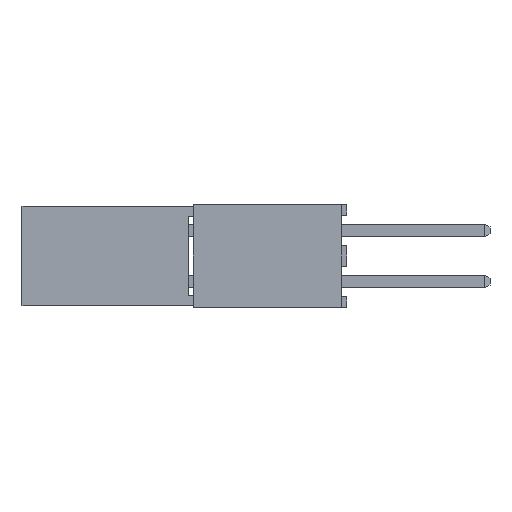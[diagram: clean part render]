
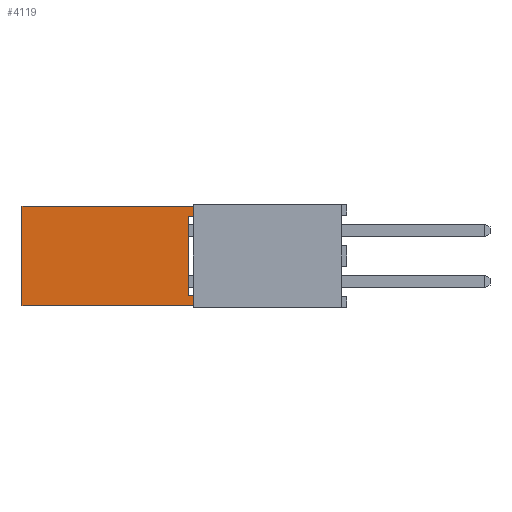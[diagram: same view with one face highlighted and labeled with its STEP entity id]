
A CAD part, left-side view. The second image highlights one B-rep face of the part: STEP entity #4119.
In plain terms, the highlighted planar face has unit normal (-1, 0, 0).
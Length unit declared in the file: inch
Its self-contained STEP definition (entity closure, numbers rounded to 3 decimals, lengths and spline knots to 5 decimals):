
#4119 = ADVANCED_FACE( '', ( #8850 ), #8851, .F. );
#8850 = FACE_OUTER_BOUND( '', #14130, .T. );
#8851 = PLANE( '', #14131 );
#14130 = EDGE_LOOP( '', ( #26734, #26735, #26736, #26737, #26738, #26739, #26740, #26741 ) );
#14131 = AXIS2_PLACEMENT_3D( '', #26742, #26743, #26744 );
#26734 = ORIENTED_EDGE( '', *, *, #36296, .T. );
#26735 = ORIENTED_EDGE( '', *, *, #36737, .T. );
#26736 = ORIENTED_EDGE( '', *, *, #36738, .F. );
#26737 = ORIENTED_EDGE( '', *, *, #36739, .F. );
#26738 = ORIENTED_EDGE( '', *, *, #36740, .T. );
#26739 = ORIENTED_EDGE( '', *, *, #35112, .T. );
#26740 = ORIENTED_EDGE( '', *, *, #33379, .T. );
#26741 = ORIENTED_EDGE( '', *, *, #36560, .T. );
#26742 = CARTESIAN_POINT( '', ( 0., 0.335, -0.0975 ) );
#26743 = DIRECTION( '', ( 1., 0., 0. ) );
#26744 = DIRECTION( '', ( 0., 0., -1. ) );
#33379 = EDGE_CURVE( '', #40973, #40977, #40979, .T. );
#35112 = EDGE_CURVE( '', #43618, #40973, #43619, .T. );
#36296 = EDGE_CURVE( '', #45198, #45200, #45202, .T. );
#36560 = EDGE_CURVE( '', #40977, #45198, #45546, .T. );
#36737 = EDGE_CURVE( '', #45200, #45748, #45749, .T. );
#36738 = EDGE_CURVE( '', #45750, #45748, #45751, .T. );
#36739 = EDGE_CURVE( '', #45752, #45750, #45753, .T. );
#36740 = EDGE_CURVE( '', #45752, #43618, #45754, .T. );
#40973 = VERTEX_POINT( '', #51613 );
#40977 = VERTEX_POINT( '', #51619 );
#40979 = LINE( '', #51622, #51623 );
#43618 = VERTEX_POINT( '', #55574 );
#43619 = LINE( '', #55575, #55576 );
#45198 = VERTEX_POINT( '', #57982 );
#45200 = VERTEX_POINT( '', #57985 );
#45202 = LINE( '', #57988, #57989 );
#45546 = LINE( '', #58520, #58521 );
#45748 = VERTEX_POINT( '', #58820 );
#45749 = LINE( '', #58821, #58822 );
#45750 = VERTEX_POINT( '', #58823 );
#45751 = LINE( '', #58824, #58825 );
#45752 = VERTEX_POINT( '', #58826 );
#45753 = LINE( '', #58827, #58828 );
#45754 = LINE( '', #58829, #58830 );
#51613 = CARTESIAN_POINT( '', ( 0., 0., -0.0775 ) );
#51619 = CARTESIAN_POINT( '', ( 0., 0.01, -0.0775 ) );
#51622 = CARTESIAN_POINT( '', ( 0., 0., -0.0775 ) );
#51623 = VECTOR( '', #61743, 39.37008 );
#55574 = CARTESIAN_POINT( '', ( 0., 0., -0.0975 ) );
#55575 = CARTESIAN_POINT( '', ( 0., 0., -0.0975 ) );
#55576 = VECTOR( '', #63155, 39.37008 );
#57982 = CARTESIAN_POINT( '', ( 0., 0.01, 0.0775 ) );
#57985 = CARTESIAN_POINT( '', ( 0., 0., 0.0775 ) );
#57988 = CARTESIAN_POINT( '', ( 0., 0.01, 0.0775 ) );
#57989 = VECTOR( '', #64063, 39.37008 );
#58520 = CARTESIAN_POINT( '', ( 0., 0.01, -0.0775 ) );
#58521 = VECTOR( '', #64260, 39.37008 );
#58820 = CARTESIAN_POINT( '', ( 0., 0., 0.0975 ) );
#58821 = CARTESIAN_POINT( '', ( 0., 0., -0.0975 ) );
#58822 = VECTOR( '', #64364, 39.37008 );
#58823 = CARTESIAN_POINT( '', ( 0., 0.335, 0.0975 ) );
#58824 = CARTESIAN_POINT( '', ( 0., 0.335, 0.0975 ) );
#58825 = VECTOR( '', #64365, 39.37008 );
#58826 = CARTESIAN_POINT( '', ( 0., 0.335, -0.0975 ) );
#58827 = CARTESIAN_POINT( '', ( 0., 0.335, -0.0975 ) );
#58828 = VECTOR( '', #64366, 39.37008 );
#58829 = CARTESIAN_POINT( '', ( 0., 0.335, -0.0975 ) );
#58830 = VECTOR( '', #64367, 39.37008 );
#61743 = DIRECTION( '', ( 0., 1., 0. ) );
#63155 = DIRECTION( '', ( 0., 0., 1. ) );
#64063 = DIRECTION( '', ( 0., -1., 0. ) );
#64260 = DIRECTION( '', ( 0., 0., 1. ) );
#64364 = DIRECTION( '', ( 0., 0., 1. ) );
#64365 = DIRECTION( '', ( 0., -1., 0. ) );
#64366 = DIRECTION( '', ( 0., 0., 1. ) );
#64367 = DIRECTION( '', ( 0., -1., 0. ) );
